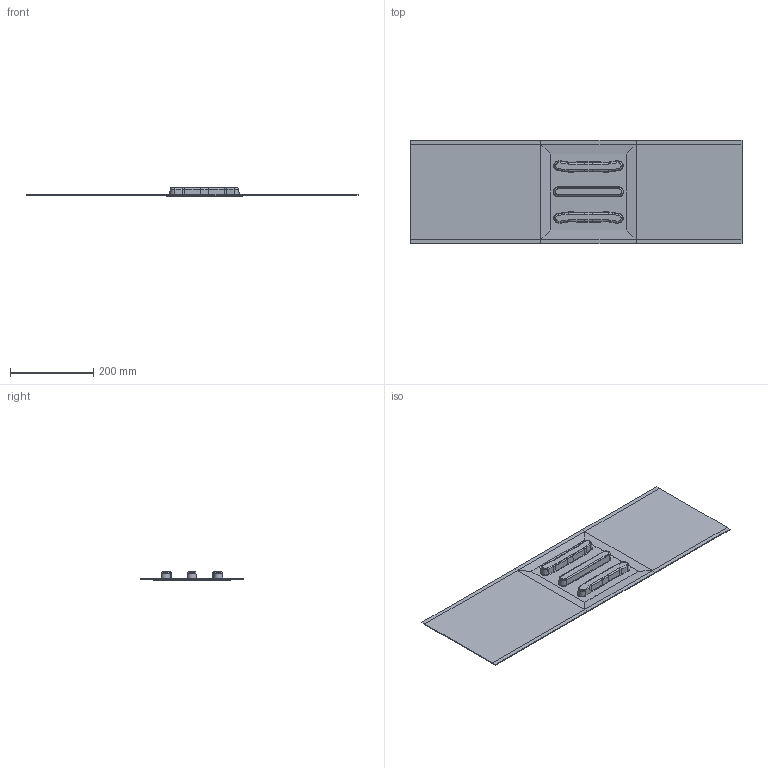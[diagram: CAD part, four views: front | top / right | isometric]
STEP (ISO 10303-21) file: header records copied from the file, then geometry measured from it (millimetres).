
FILE_DESCRIPTION(('CAx-IF Rec.Pracs.--- Model Styling and Organization---1.2---2011-12-15','CAx-IF Rec.Pracs.--- Geometric and Assembly Validation Properties ---4.0a---2013-11-27','CAx-IF Rec.Pracs.---PMI Polyline Presentation---2.0---2013-05-24'),'1');
FILE_NAME('FinalPart.step','2020-02-16T11:27:08+01:00',(' '),(' '),'HyperWorksVersion-13.0.0.119','3D_Kernel_IO2014-beta_14006 by CT CoreTechnologie',' ');
FILE_SCHEMA(('AUTOMOTIVE_DESIGN { 1 0 10303 214 1 1 1 1 }'));
Length unit declared in the file: metre
Products named in the file (1): FinalPart
Bounding box: 800 x 250 x 20 mm (x, y, z)
Volume: 430539.7 mm3; surface area: 436387.1 mm2
Topology: 1 solids, 1 shells, 252 faces, 580 edges, 336 vertices
Faces by surface type: bspline 96, cylinder 79, plane 53, torus 24
Entity records: 12957 total; most frequent: CARTESIAN_POINT 5379, ORIENTED_EDGE 1160, DIRECTION 1150, EDGE_CURVE 580, AXIS2_PLACEMENT_3D 413, VERTEX_POINT 336, VECTOR 324, LINE 324
